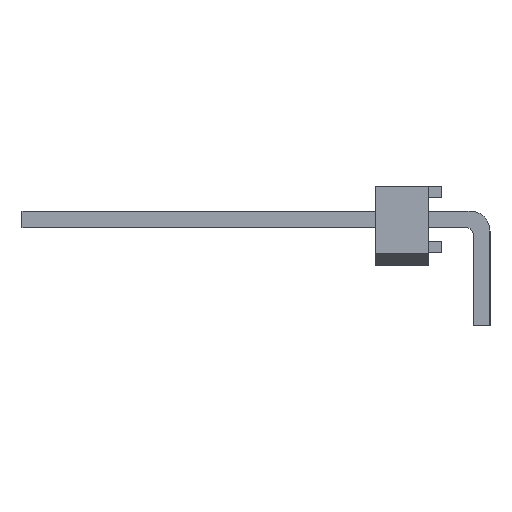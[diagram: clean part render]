
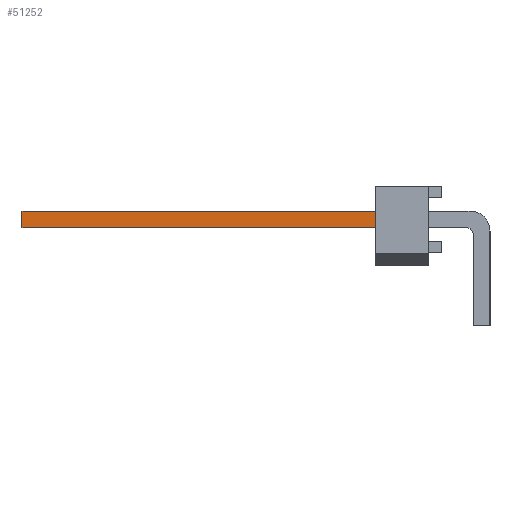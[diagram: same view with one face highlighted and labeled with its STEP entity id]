
A CAD part, left-side view. The second image highlights one B-rep face of the part: STEP entity #51252.
In plain terms, the highlighted face is planar.
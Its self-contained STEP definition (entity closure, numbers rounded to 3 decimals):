
#49119 = VERTEX_POINT('',#49120);
#49120 = CARTESIAN_POINT('',(42.228,17.526,-0.318));
#49126 = EDGE_CURVE('',#49127,#49119,#49129,.T.);
#49127 = VERTEX_POINT('',#49128);
#49128 = CARTESIAN_POINT('',(42.228,2.921,-0.318));
#49129 = LINE('',#49130,#49131);
#49130 = CARTESIAN_POINT('',(42.228,0.445,-0.318));
#49131 = VECTOR('',#49132,1.);
#49132 = DIRECTION('',(0.,1.,0.));
#50479 = VERTEX_POINT('',#50480);
#50480 = CARTESIAN_POINT('',(42.228,2.921,0.318));
#50486 = EDGE_CURVE('',#50487,#50479,#50489,.T.);
#50487 = VERTEX_POINT('',#50488);
#50488 = CARTESIAN_POINT('',(42.228,17.526,0.318));
#50489 = LINE('',#50490,#50491);
#50490 = CARTESIAN_POINT('',(42.228,17.526,0.318));
#50491 = VECTOR('',#50492,1.);
#50492 = DIRECTION('',(0.,-1.,0.));
#51241 = EDGE_CURVE('',#49119,#50487,#51242,.T.);
#51242 = LINE('',#51243,#51244);
#51243 = CARTESIAN_POINT('',(42.228,17.526,-0.318));
#51244 = VECTOR('',#51245,1.);
#51245 = DIRECTION('',(0.,0.,1.));
#51252 = ADVANCED_FACE('',(#51253),#51264,.T.);
#51253 = FACE_BOUND('',#51254,.T.);
#51254 = EDGE_LOOP('',(#51255,#51256,#51262,#51263));
#51255 = ORIENTED_EDGE('',*,*,#50486,.T.);
#51256 = ORIENTED_EDGE('',*,*,#51257,.T.);
#51257 = EDGE_CURVE('',#50479,#49127,#51258,.T.);
#51258 = LINE('',#51259,#51260);
#51259 = CARTESIAN_POINT('',(42.228,2.921,0.445));
#51260 = VECTOR('',#51261,1.);
#51261 = DIRECTION('',(0.,0.,-1.));
#51262 = ORIENTED_EDGE('',*,*,#49126,.T.);
#51263 = ORIENTED_EDGE('',*,*,#51241,.T.);
#51264 = PLANE('',#51265);
#51265 = AXIS2_PLACEMENT_3D('',#51266,#51267,#51268);
#51266 = CARTESIAN_POINT('',(42.228,0.445,0.445));
#51267 = DIRECTION('',(1.,0.,0.));
#51268 = DIRECTION('',(0.,0.,-1.));
